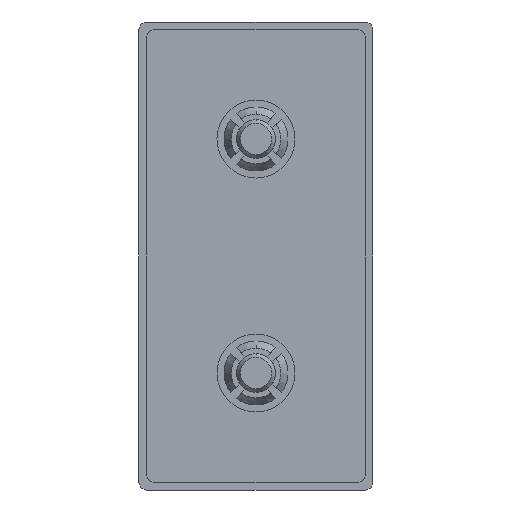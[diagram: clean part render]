
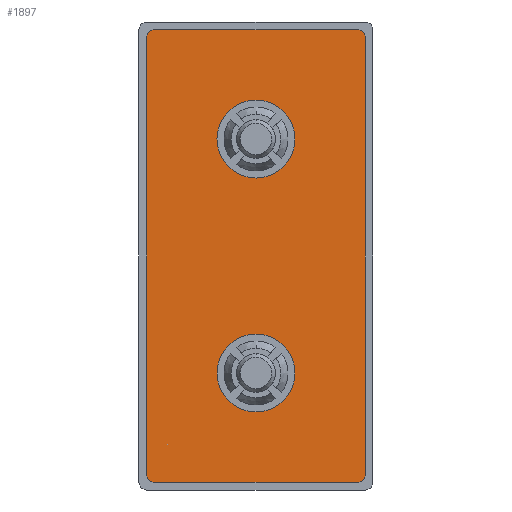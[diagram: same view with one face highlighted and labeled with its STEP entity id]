
A CAD part, front view. The second image highlights one B-rep face of the part: STEP entity #1897.
In plain terms, the highlighted planar face has unit normal (0, -1, 0).
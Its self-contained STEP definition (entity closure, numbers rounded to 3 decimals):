
#27 = CARTESIAN_POINT ( 'NONE',  ( 13., 6.7, -59. ) ) ;
#87 = EDGE_CURVE ( 'NONE', #11000, #6697, #6207, .T. ) ;
#314 = CARTESIAN_POINT ( 'NONE',  ( 0., 6.7, -40. ) ) ;
#499 = AXIS2_PLACEMENT_3D ( 'NONE', #7849, #13839, #770 ) ;
#600 = EDGE_CURVE ( 'NONE', #8660, #7140, #5710, .T. ) ;
#694 = AXIS2_PLACEMENT_3D ( 'NONE', #7775, #9030, #12688 ) ;
#735 = VERTEX_POINT ( 'NONE', #6131 ) ;
#770 = DIRECTION ( 'NONE',  ( 0., 0., -1. ) ) ;
#790 = ORIENTED_EDGE ( 'NONE', *, *, #7828, .T. ) ;
#846 = DIRECTION ( 'NONE',  ( 0., -1., 0. ) ) ;
#1284 = CIRCLE ( 'NONE', #5057, 1. ) ;
#1393 = ORIENTED_EDGE ( 'NONE', *, *, #600, .T. ) ;
#1468 = FACE_BOUND ( 'NONE', #12090, .T. ) ;
#1606 = CIRCLE ( 'NONE', #11884, 5. ) ;
#1709 = ORIENTED_EDGE ( 'NONE', *, *, #3939, .T. ) ;
#1897 = ADVANCED_FACE ( 'NONE', ( #1468, #6346, #5087 ), #4920, .T. ) ;
#1985 = CARTESIAN_POINT ( 'NONE',  ( -13., 6.7, -2. ) ) ;
#1999 = CARTESIAN_POINT ( 'NONE',  ( 0., 6.7, -45. ) ) ;
#2078 = DIRECTION ( 'NONE',  ( 0., -1., 0. ) ) ;
#2327 = DIRECTION ( 'NONE',  ( 0., -1., 0. ) ) ;
#2540 = AXIS2_PLACEMENT_3D ( 'NONE', #9418, #2078, #14151 ) ;
#2563 = VECTOR ( 'NONE', #9681, 1000. ) ;
#2673 = CARTESIAN_POINT ( 'NONE',  ( -14., 6.7, -58. ) ) ;
#2683 = ORIENTED_EDGE ( 'NONE', *, *, #3936, .T. ) ;
#3558 = EDGE_CURVE ( 'NONE', #7140, #7501, #13252, .T. ) ;
#3706 = CARTESIAN_POINT ( 'NONE',  ( 0., 6.7, -1. ) ) ;
#3936 = EDGE_CURVE ( 'NONE', #7501, #10607, #4327, .T. ) ;
#3939 = EDGE_CURVE ( 'NONE', #10982, #5498, #5018, .T. ) ;
#3967 = DIRECTION ( 'NONE',  ( 0., 0., -1. ) ) ;
#4010 = LINE ( 'NONE', #6220, #14816 ) ;
#4208 = CARTESIAN_POINT ( 'NONE',  ( -13., 6.7, -59. ) ) ;
#4275 = CARTESIAN_POINT ( 'NONE',  ( 0., 6.7, -50. ) ) ;
#4327 = CIRCLE ( 'NONE', #13074, 1. ) ;
#4642 = ORIENTED_EDGE ( 'NONE', *, *, #13985, .F. ) ;
#4693 = CARTESIAN_POINT ( 'NONE',  ( 13., 6.7, -2. ) ) ;
#4920 = PLANE ( 'NONE',  #499 ) ;
#5018 = CIRCLE ( 'NONE', #15046, 1. ) ;
#5057 = AXIS2_PLACEMENT_3D ( 'NONE', #14711, #7753, #3967 ) ;
#5087 = FACE_OUTER_BOUND ( 'NONE', #9947, .T. ) ;
#5145 = VERTEX_POINT ( 'NONE', #27 ) ;
#5261 = DIRECTION ( 'NONE',  ( 0., 0., -1. ) ) ;
#5482 = EDGE_CURVE ( 'NONE', #11235, #9605, #7411, .T. ) ;
#5498 = VERTEX_POINT ( 'NONE', #4208 ) ;
#5599 = ORIENTED_EDGE ( 'NONE', *, *, #3558, .T. ) ;
#5615 = CARTESIAN_POINT ( 'NONE',  ( -14., 6.7, -2. ) ) ;
#5710 = CIRCLE ( 'NONE', #11710, 1. ) ;
#5787 = DIRECTION ( 'NONE',  ( 0., 0., 1. ) ) ;
#5903 = CARTESIAN_POINT ( 'NONE',  ( 0., 6.7, -59. ) ) ;
#6131 = CARTESIAN_POINT ( 'NONE',  ( 14., 6.7, -58. ) ) ;
#6207 = CIRCLE ( 'NONE', #694, 5. ) ;
#6220 = CARTESIAN_POINT ( 'NONE',  ( -14., 6.7, 0. ) ) ;
#6346 = FACE_BOUND ( 'NONE', #14715, .T. ) ;
#6609 = VECTOR ( 'NONE', #9695, 1000. ) ;
#6697 = VERTEX_POINT ( 'NONE', #11249 ) ;
#6720 = DIRECTION ( 'NONE',  ( 0., -1., 0. ) ) ;
#6955 = DIRECTION ( 'NONE',  ( 0., 0., -1. ) ) ;
#7086 = CARTESIAN_POINT ( 'NONE',  ( 14., 6.7, -2. ) ) ;
#7140 = VERTEX_POINT ( 'NONE', #13276 ) ;
#7411 = CIRCLE ( 'NONE', #15153, 5. ) ;
#7501 = VERTEX_POINT ( 'NONE', #8278 ) ;
#7753 = DIRECTION ( 'NONE',  ( 0., -1., 0. ) ) ;
#7775 = CARTESIAN_POINT ( 'NONE',  ( 0., 6.7, -15. ) ) ;
#7828 = EDGE_CURVE ( 'NONE', #5498, #5145, #8187, .T. ) ;
#7849 = CARTESIAN_POINT ( 'NONE',  ( 0., 6.7, 0. ) ) ;
#8061 = VECTOR ( 'NONE', #5787, 1000. ) ;
#8187 = LINE ( 'NONE', #5903, #2563 ) ;
#8278 = CARTESIAN_POINT ( 'NONE',  ( -13., 6.7, -1. ) ) ;
#8484 = ORIENTED_EDGE ( 'NONE', *, *, #87, .F. ) ;
#8660 = VERTEX_POINT ( 'NONE', #7086 ) ;
#8828 = ORIENTED_EDGE ( 'NONE', *, *, #15194, .T. ) ;
#9030 = DIRECTION ( 'NONE',  ( 0., -1., 0. ) ) ;
#9418 = CARTESIAN_POINT ( 'NONE',  ( 0., 6.7, -45. ) ) ;
#9487 = ORIENTED_EDGE ( 'NONE', *, *, #5482, .F. ) ;
#9503 = DIRECTION ( 'NONE',  ( 0., 0., -1. ) ) ;
#9605 = VERTEX_POINT ( 'NONE', #314 ) ;
#9681 = DIRECTION ( 'NONE',  ( 1., 0., 0. ) ) ;
#9695 = DIRECTION ( 'NONE',  ( -1., 0., 0. ) ) ;
#9934 = CARTESIAN_POINT ( 'NONE',  ( 0., 6.7, -20. ) ) ;
#9947 = EDGE_LOOP ( 'NONE', ( #5599, #2683, #11996, #1709, #790, #15482, #8828, #1393 ) ) ;
#10383 = EDGE_CURVE ( 'NONE', #9605, #11235, #14560, .T. ) ;
#10475 = EDGE_CURVE ( 'NONE', #5145, #735, #1284, .T. ) ;
#10502 = DIRECTION ( 'NONE',  ( 0., 0., -1. ) ) ;
#10607 = VERTEX_POINT ( 'NONE', #5615 ) ;
#10982 = VERTEX_POINT ( 'NONE', #2673 ) ;
#11000 = VERTEX_POINT ( 'NONE', #9934 ) ;
#11235 = VERTEX_POINT ( 'NONE', #4275 ) ;
#11249 = CARTESIAN_POINT ( 'NONE',  ( 0., 6.7, -10. ) ) ;
#11494 = DIRECTION ( 'NONE',  ( 0., -1., 0. ) ) ;
#11710 = AXIS2_PLACEMENT_3D ( 'NONE', #4693, #14260, #14107 ) ;
#11739 = CARTESIAN_POINT ( 'NONE',  ( 14., 6.7, 0. ) ) ;
#11884 = AXIS2_PLACEMENT_3D ( 'NONE', #12988, #2327, #9503 ) ;
#11996 = ORIENTED_EDGE ( 'NONE', *, *, #15496, .T. ) ;
#12090 = EDGE_LOOP ( 'NONE', ( #8484, #4642 ) ) ;
#12675 = CARTESIAN_POINT ( 'NONE',  ( -13., 6.7, -58. ) ) ;
#12688 = DIRECTION ( 'NONE',  ( 0., 0., -1. ) ) ;
#12988 = CARTESIAN_POINT ( 'NONE',  ( 0., 6.7, -15. ) ) ;
#13074 = AXIS2_PLACEMENT_3D ( 'NONE', #1985, #11494, #15337 ) ;
#13252 = LINE ( 'NONE', #3706, #6609 ) ;
#13276 = CARTESIAN_POINT ( 'NONE',  ( 13., 6.7, -1. ) ) ;
#13408 = ORIENTED_EDGE ( 'NONE', *, *, #10383, .F. ) ;
#13839 = DIRECTION ( 'NONE',  ( 0., -1., 0. ) ) ;
#13985 = EDGE_CURVE ( 'NONE', #6697, #11000, #1606, .T. ) ;
#14078 = LINE ( 'NONE', #11739, #8061 ) ;
#14107 = DIRECTION ( 'NONE',  ( 0., 0., -1. ) ) ;
#14151 = DIRECTION ( 'NONE',  ( 0., 0., -1. ) ) ;
#14260 = DIRECTION ( 'NONE',  ( 0., -1., 0. ) ) ;
#14560 = CIRCLE ( 'NONE', #2540, 5. ) ;
#14711 = CARTESIAN_POINT ( 'NONE',  ( 13., 6.7, -58. ) ) ;
#14715 = EDGE_LOOP ( 'NONE', ( #9487, #13408 ) ) ;
#14816 = VECTOR ( 'NONE', #5261, 1000. ) ;
#15046 = AXIS2_PLACEMENT_3D ( 'NONE', #12675, #6720, #10502 ) ;
#15153 = AXIS2_PLACEMENT_3D ( 'NONE', #1999, #846, #6955 ) ;
#15194 = EDGE_CURVE ( 'NONE', #735, #8660, #14078, .T. ) ;
#15337 = DIRECTION ( 'NONE',  ( 0., 0., -1. ) ) ;
#15482 = ORIENTED_EDGE ( 'NONE', *, *, #10475, .T. ) ;
#15496 = EDGE_CURVE ( 'NONE', #10607, #10982, #4010, .T. ) ;
